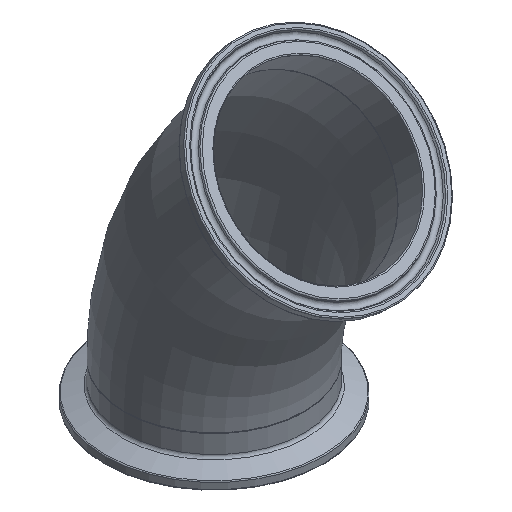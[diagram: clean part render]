
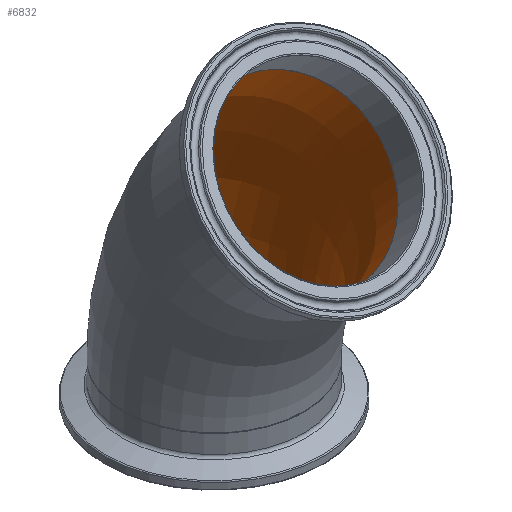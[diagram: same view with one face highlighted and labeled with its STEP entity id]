
A CAD part, isometric view. The second image highlights one B-rep face of the part: STEP entity #6832.
In plain terms, the highlighted toroidal (fillet/blend) face has major radius 95.25 mm and minor radius 30.099 mm.
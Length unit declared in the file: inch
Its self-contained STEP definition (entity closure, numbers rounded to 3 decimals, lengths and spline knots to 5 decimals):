
#63=CIRCLE('',#7090,1.185);
#64=CIRCLE('',#7091,1.185);
#139=FACE_BOUND('',#1965,.T.);
#1501=FACE_OUTER_BOUND('',#1964,.T.);
#1964=EDGE_LOOP('',(#6306));
#1965=EDGE_LOOP('',(#6307));
#3297=VERTEX_POINT('',#15435);
#3298=VERTEX_POINT('',#15437);
#4303=EDGE_CURVE('',#3297,#3297,#63,.T.);
#4304=EDGE_CURVE('',#3298,#3298,#64,.T.);
#6306=ORIENTED_EDGE('',*,*,#4303,.F.);
#6307=ORIENTED_EDGE('',*,*,#4304,.F.);
#6367=TOROIDAL_SURFACE('',#7089,3.75,1.185);
#6832=ADVANCED_FACE('',(#1501,#139),#6367,.F.);
#7089=AXIS2_PLACEMENT_3D('',#15434,#7919,#7920);
#7090=AXIS2_PLACEMENT_3D('',#15436,#7921,#7922);
#7091=AXIS2_PLACEMENT_3D('',#15438,#7923,#7924);
#7919=DIRECTION('center_axis',(1.,0.,0.));
#7920=DIRECTION('ref_axis',(0.,1.,0.));
#7921=DIRECTION('center_axis',(0.,0.707,
-0.707));
#7922=DIRECTION('ref_axis',(0.,0.707,0.707));
#7923=DIRECTION('center_axis',(0.,0.,
1.));
#7924=DIRECTION('ref_axis',(0.,1.,0.));
#15434=CARTESIAN_POINT('Origin',(0.,-3.75,0.));
#15435=CARTESIAN_POINT('',(0.,-0.26043,3.48957));
#15436=CARTESIAN_POINT('Origin',(0.,-1.09835,
2.65165));
#15437=CARTESIAN_POINT('',(0.,1.185,0.));
#15438=CARTESIAN_POINT('Origin',(0.,0.,
0.));
